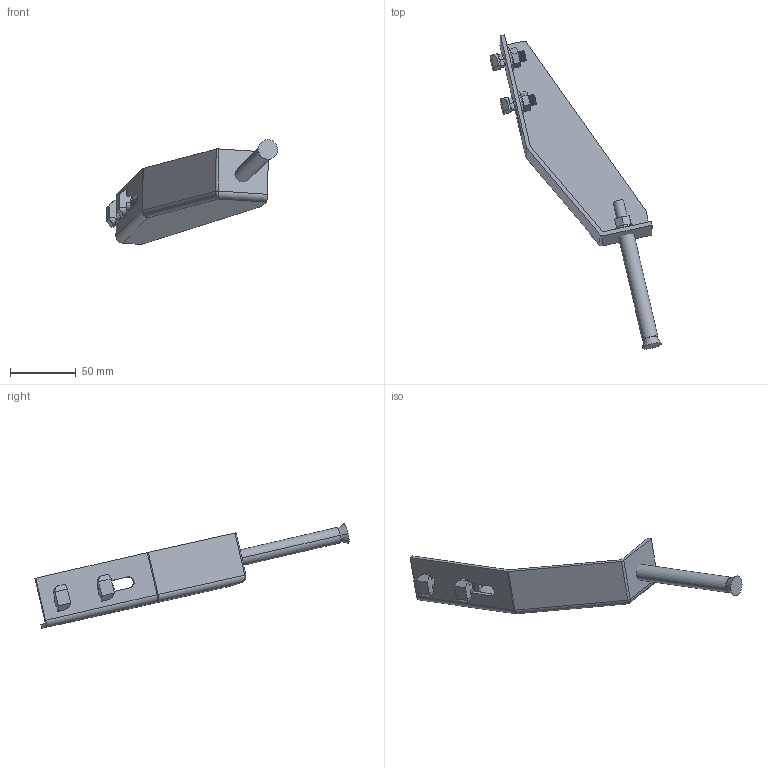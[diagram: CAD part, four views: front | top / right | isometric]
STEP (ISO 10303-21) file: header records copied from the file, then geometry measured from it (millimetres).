
FILE_DESCRIPTION (( 'STEP AP203' ), '1' );
FILE_NAME ('5.51.R.ST.STEP', '2014-05-20T06:13:34', ( 'USER' ), ( 'Microsoft' ), 'SwSTEP 2.0', 'SolidWorks 2012', '' );
FILE_SCHEMA (( 'CONFIG_CONTROL_DESIGN' ));
Length unit declared in the file: millimetre
Products named in the file (5): 2.41.10.20; Hexagon nuts with flange GB_GB_HEXAGON_TYPE12 M8-N; 5.51.R.ST; 壩梠蹟邡M8X100; 5.51.R
Assembly tree (6 placements, depth 2):
  5.51.R.ST
    壩梠蹟邡M8X100
    5.51.R
    2.41.10.20  x2
    Hexagon nuts with flange GB_GB_HEXAGON_TYPE12 M8-N  x2
Bounding box: 130.86 x 239.7 x 79.84 mm (x, y, z)
Volume: 62105.5 mm3; surface area: 40565.7 mm2
Topology: 6 solids, 6 shells, 277 faces, 694 edges, 436 vertices
Faces by surface type: plane 129, cylinder 90, cone 36, bspline 18, torus 4
Entity records: 6863 total; most frequent: CARTESIAN_POINT 2520, ORIENTED_EDGE 834, DIRECTION 739, EDGE_CURVE 417, AXIS2_PLACEMENT_3D 263, VERTEX_POINT 262, VECTOR 213, LINE 213
